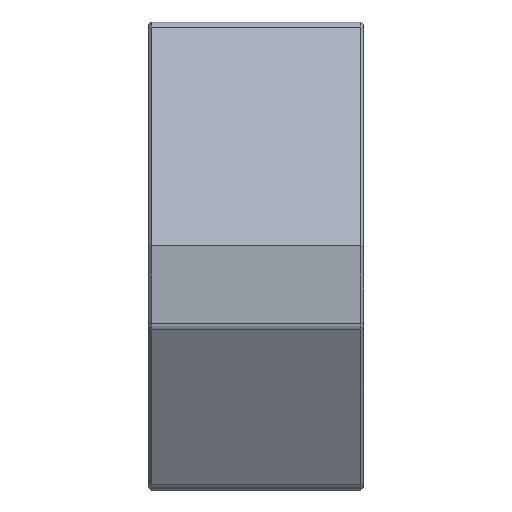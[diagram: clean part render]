
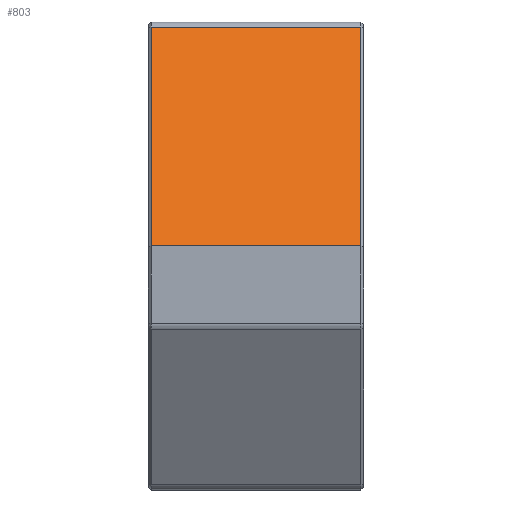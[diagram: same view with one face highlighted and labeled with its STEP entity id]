
A CAD part, left-side view. The second image highlights one B-rep face of the part: STEP entity #803.
In plain terms, the highlighted planar face has unit normal (-0.848, 0, 0.53).
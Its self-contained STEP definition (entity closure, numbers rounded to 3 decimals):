
#4 = ORIENTED_EDGE ( 'NONE', *, *, #1562, .T. ) ;
#103 = DIRECTION ( 'NONE',  ( -0.848, 0., 0.53 ) ) ;
#303 = VERTEX_POINT ( 'NONE', #1067 ) ;
#396 = ORIENTED_EDGE ( 'NONE', *, *, #1944, .T. ) ;
#436 = CARTESIAN_POINT ( 'NONE',  ( -28.588, 39.5, 42.56 ) ) ;
#541 = DIRECTION ( 'NONE',  ( 0., 1., 0. ) ) ;
#803 = ADVANCED_FACE ( 'NONE', ( #3068 ), #2075, .T. ) ;
#871 = CARTESIAN_POINT ( 'NONE',  ( -28.588, 0.5, 42.56 ) ) ;
#885 = CARTESIAN_POINT ( 'NONE',  ( -54., 40., 1.9 ) ) ;
#981 = EDGE_LOOP ( 'NONE', ( #396, #2215, #4, #2302 ) ) ;
#1067 = CARTESIAN_POINT ( 'NONE',  ( -54., 0.5, 1.9 ) ) ;
#1123 = DIRECTION ( 'NONE',  ( 0.53, 0., 0.848 ) ) ;
#1300 = DIRECTION ( 'NONE',  ( 0.53, 0., 0.848 ) ) ;
#1389 = VECTOR ( 'NONE', #541, 1000. ) ;
#1482 = VECTOR ( 'NONE', #1300, 1000. ) ;
#1562 = EDGE_CURVE ( 'NONE', #1973, #3251, #1637, .T. ) ;
#1570 = VERTEX_POINT ( 'NONE', #1650 ) ;
#1637 = LINE ( 'NONE', #2740, #1389 ) ;
#1644 = CARTESIAN_POINT ( 'NONE',  ( -39.685, 39.5, 24.803 ) ) ;
#1650 = CARTESIAN_POINT ( 'NONE',  ( -54., 39.5, 1.9 ) ) ;
#1680 = DIRECTION ( 'NONE',  ( 0., -1., 0. ) ) ;
#1807 = CARTESIAN_POINT ( 'NONE',  ( -28.588, 0.5, 42.56 ) ) ;
#1941 = LINE ( 'NONE', #1644, #1946 ) ;
#1944 = EDGE_CURVE ( 'NONE', #1570, #303, #1977, .T. ) ;
#1946 = VECTOR ( 'NONE', #2990, 1000. ) ;
#1973 = VERTEX_POINT ( 'NONE', #871 ) ;
#1977 = LINE ( 'NONE', #885, #3053 ) ;
#2075 = PLANE ( 'NONE',  #3408 ) ;
#2215 = ORIENTED_EDGE ( 'NONE', *, *, #3099, .T. ) ;
#2302 = ORIENTED_EDGE ( 'NONE', *, *, #2793, .T. ) ;
#2740 = CARTESIAN_POINT ( 'NONE',  ( -28.588, 40., 42.56 ) ) ;
#2793 = EDGE_CURVE ( 'NONE', #3251, #1570, #1941, .T. ) ;
#2990 = DIRECTION ( 'NONE',  ( -0.53, 0., -0.848 ) ) ;
#3053 = VECTOR ( 'NONE', #1680, 1000. ) ;
#3068 = FACE_OUTER_BOUND ( 'NONE', #981, .T. ) ;
#3099 = EDGE_CURVE ( 'NONE', #303, #1973, #3142, .T. ) ;
#3142 = LINE ( 'NONE', #1807, #1482 ) ;
#3147 = CARTESIAN_POINT ( 'NONE',  ( -39.685, 40., 24.803 ) ) ;
#3251 = VERTEX_POINT ( 'NONE', #436 ) ;
#3408 = AXIS2_PLACEMENT_3D ( 'NONE', #3147, #103, #1123 ) ;
